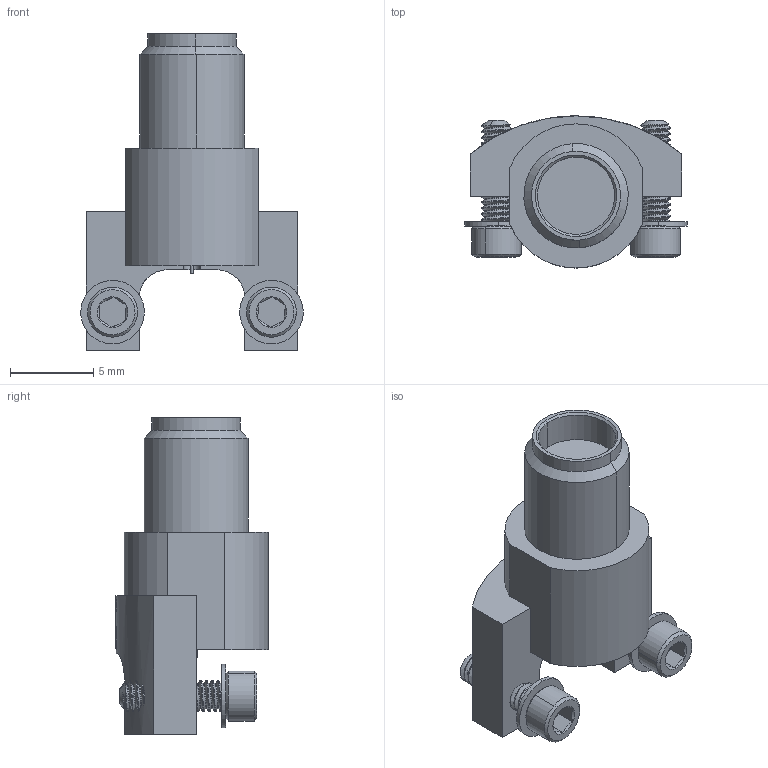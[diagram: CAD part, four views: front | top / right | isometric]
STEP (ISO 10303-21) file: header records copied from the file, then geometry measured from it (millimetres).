
FILE_DESCRIPTION (( 'STEP AP214' ), '1' );
FILE_NAME ('SF2921-61450.STEP', '2017-11-14T06:52:30', ( '' ), ( '' ), 'SwSTEP 2.0', 'SolidWorks 2016', '' );
FILE_SCHEMA (( 'AUTOMOTIVE_DESIGN' ));
Length unit declared in the file: millimetre
Products named in the file (1): SF2921-61450
Bounding box: 13.33 x 9.12 x 18.97 mm (x, y, z)
Volume: 808.3 mm3; surface area: 844.1 mm2
Topology: 1 solids, 1 shells, 286 faces, 799 edges, 520 vertices
Faces by surface type: cylinder 186, plane 50, cone 30, bspline 20
Entity records: 17207 total; most frequent: CARTESIAN_POINT 7798, ORIENTED_EDGE 1598, DIRECTION 1007, EDGE_CURVE 799, VERTEX_POINT 520, AXIS2_PLACEMENT_3D 370, EDGE_LOOP 303, UNCERTAINTY_MEASURE_WITH_UNIT 289
